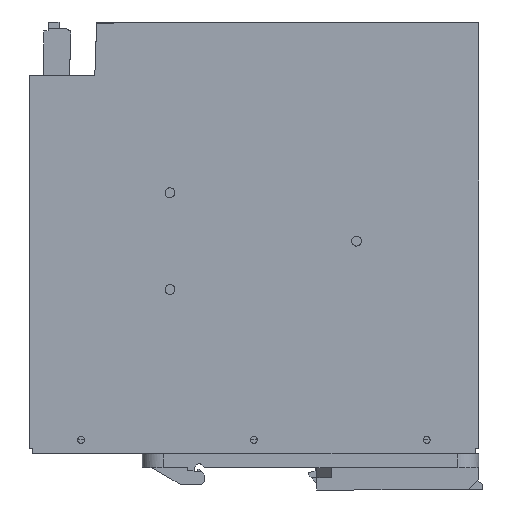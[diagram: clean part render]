
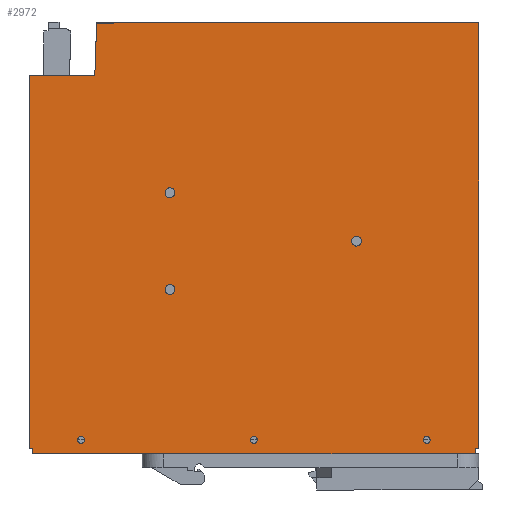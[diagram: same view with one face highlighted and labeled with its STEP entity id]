
A CAD part, left-side view. The second image highlights one B-rep face of the part: STEP entity #2972.
In plain terms, the highlighted planar face has unit normal (-1, 0, 0).
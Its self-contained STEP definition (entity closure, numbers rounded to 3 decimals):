
#2780=AXIS2_PLACEMENT_3D('Plane Axis2P3D',#2777,#2778,#2779) ;
#2866=AXIS2_PLACEMENT_3D('Circle Axis2P3D',#2864,#2865,$) ;
#2875=AXIS2_PLACEMENT_3D('Circle Axis2P3D',#2873,#2874,$) ;
#2884=AXIS2_PLACEMENT_3D('Circle Axis2P3D',#2882,#2883,$) ;
#2893=AXIS2_PLACEMENT_3D('Circle Axis2P3D',#2891,#2892,$) ;
#2902=AXIS2_PLACEMENT_3D('Circle Axis2P3D',#2900,#2901,$) ;
#2911=AXIS2_PLACEMENT_3D('Circle Axis2P3D',#2909,#2910,$) ;
#2920=AXIS2_PLACEMENT_3D('Circle Axis2P3D',#2918,#2919,$) ;
#2929=AXIS2_PLACEMENT_3D('Circle Axis2P3D',#2927,#2928,$) ;
#2938=AXIS2_PLACEMENT_3D('Circle Axis2P3D',#2936,#2937,$) ;
#2947=AXIS2_PLACEMENT_3D('Circle Axis2P3D',#2945,#2946,$) ;
#2956=AXIS2_PLACEMENT_3D('Circle Axis2P3D',#2954,#2955,$) ;
#2965=AXIS2_PLACEMENT_3D('Circle Axis2P3D',#2963,#2964,$) ;
#225=CARTESIAN_POINT('Vertex',(0.,131.2,120.)) ;
#228=CARTESIAN_POINT('Line Origine',(0.,121.715,120.)) ;
#232=CARTESIAN_POINT('Vertex',(0.,112.231,120.)) ;
#941=CARTESIAN_POINT('Vertex',(0.,131.2,12.)) ;
#944=CARTESIAN_POINT('Line Origine',(0.,131.2,66.)) ;
#2777=CARTESIAN_POINT('Axis2P3D Location',(0.,131.2,135.2)) ;
#2782=CARTESIAN_POINT('Line Origine',(0.,56.45,135.2)) ;
#2786=CARTESIAN_POINT('Vertex',(0.,111.7,135.2)) ;
#2788=CARTESIAN_POINT('Vertex',(0.,1.2,135.2)) ;
#2791=CARTESIAN_POINT('Line Origine',(0.,111.7,135.15)) ;
#2795=CARTESIAN_POINT('Vertex',(0.,111.7,135.1)) ;
#2798=CARTESIAN_POINT('Line Origine',(0.,111.702,135.1)) ;
#2802=CARTESIAN_POINT('Vertex',(0.,111.703,135.1)) ;
#2805=CARTESIAN_POINT('Line Origine',(0.,111.967,127.55)) ;
#2810=CARTESIAN_POINT('Line Origine',(0.,130.7,12.)) ;
#2814=CARTESIAN_POINT('Vertex',(0.,130.2,12.)) ;
#2817=CARTESIAN_POINT('Line Origine',(0.,130.2,11.25)) ;
#2821=CARTESIAN_POINT('Vertex',(0.,130.2,10.5)) ;
#2824=CARTESIAN_POINT('Line Origine',(0.,66.2,10.5)) ;
#2828=CARTESIAN_POINT('Vertex',(0.,2.2,10.5)) ;
#2831=CARTESIAN_POINT('Line Origine',(0.,2.2,11.25)) ;
#2835=CARTESIAN_POINT('Vertex',(0.,2.2,12.)) ;
#2838=CARTESIAN_POINT('Line Origine',(0.,1.7,12.)) ;
#2842=CARTESIAN_POINT('Vertex',(0.,1.2,12.)) ;
#2845=CARTESIAN_POINT('Line Origine',(0.,1.2,73.6)) ;
#2864=CARTESIAN_POINT('Axis2P3D Location',(0.,90.5,58.)) ;
#2868=CARTESIAN_POINT('Vertex',(0.,89.249,57.317)) ;
#2870=CARTESIAN_POINT('Vertex',(0.,91.751,58.683)) ;
#2873=CARTESIAN_POINT('Axis2P3D Location',(0.,90.5,58.)) ;
#2882=CARTESIAN_POINT('Axis2P3D Location',(0.,116.2,14.5)) ;
#2886=CARTESIAN_POINT('Vertex',(0.,115.317,14.017)) ;
#2888=CARTESIAN_POINT('Vertex',(0.,117.083,14.983)) ;
#2891=CARTESIAN_POINT('Axis2P3D Location',(0.,116.2,14.5)) ;
#2900=CARTESIAN_POINT('Axis2P3D Location',(0.,66.2,14.5)) ;
#2904=CARTESIAN_POINT('Vertex',(0.,67.083,14.983)) ;
#2906=CARTESIAN_POINT('Vertex',(0.,65.317,14.017)) ;
#2909=CARTESIAN_POINT('Axis2P3D Location',(0.,66.2,14.5)) ;
#2918=CARTESIAN_POINT('Axis2P3D Location',(0.,16.2,14.5)) ;
#2922=CARTESIAN_POINT('Vertex',(0.,17.083,14.983)) ;
#2924=CARTESIAN_POINT('Vertex',(0.,15.317,14.017)) ;
#2927=CARTESIAN_POINT('Axis2P3D Location',(0.,16.2,14.5)) ;
#2936=CARTESIAN_POINT('Axis2P3D Location',(0.,36.5,72.)) ;
#2940=CARTESIAN_POINT('Vertex',(0.,37.751,72.683)) ;
#2942=CARTESIAN_POINT('Vertex',(0.,35.249,71.317)) ;
#2945=CARTESIAN_POINT('Axis2P3D Location',(0.,36.5,72.)) ;
#2954=CARTESIAN_POINT('Axis2P3D Location',(0.,90.5,86.)) ;
#2958=CARTESIAN_POINT('Vertex',(0.,91.751,86.683)) ;
#2960=CARTESIAN_POINT('Vertex',(0.,89.249,85.317)) ;
#2963=CARTESIAN_POINT('Axis2P3D Location',(0.,90.5,86.)) ;
#229=DIRECTION('Vector Direction',(0.,-1.,0.)) ;
#945=DIRECTION('Vector Direction',(0.,0.,1.)) ;
#2778=DIRECTION('Axis2P3D Direction',(-1.,0.,0.)) ;
#2779=DIRECTION('Axis2P3D XDirection',(0.,-1.,0.)) ;
#2783=DIRECTION('Vector Direction',(0.,-1.,0.)) ;
#2792=DIRECTION('Vector Direction',(0.,0.,-1.)) ;
#2799=DIRECTION('Vector Direction',(0.,-1.,0.)) ;
#2806=DIRECTION('Vector Direction',(0.,0.035,-0.999)) ;
#2811=DIRECTION('Vector Direction',(0.,-1.,0.)) ;
#2818=DIRECTION('Vector Direction',(0.,0.,1.)) ;
#2825=DIRECTION('Vector Direction',(0.,-1.,0.)) ;
#2832=DIRECTION('Vector Direction',(0.,0.,1.)) ;
#2839=DIRECTION('Vector Direction',(0.,1.,0.)) ;
#2846=DIRECTION('Vector Direction',(0.,0.,1.)) ;
#2865=DIRECTION('Axis2P3D Direction',(-1.,0.,0.)) ;
#2874=DIRECTION('Axis2P3D Direction',(-1.,0.,0.)) ;
#2883=DIRECTION('Axis2P3D Direction',(-1.,0.,0.)) ;
#2892=DIRECTION('Axis2P3D Direction',(-1.,0.,0.)) ;
#2901=DIRECTION('Axis2P3D Direction',(-1.,0.,0.)) ;
#2910=DIRECTION('Axis2P3D Direction',(-1.,0.,0.)) ;
#2919=DIRECTION('Axis2P3D Direction',(-1.,0.,0.)) ;
#2928=DIRECTION('Axis2P3D Direction',(-1.,0.,0.)) ;
#2937=DIRECTION('Axis2P3D Direction',(-1.,0.,0.)) ;
#2946=DIRECTION('Axis2P3D Direction',(-1.,0.,0.)) ;
#2955=DIRECTION('Axis2P3D Direction',(-1.,0.,0.)) ;
#2964=DIRECTION('Axis2P3D Direction',(-1.,0.,0.)) ;
#230=VECTOR('Line Direction',#229,1.) ;
#946=VECTOR('Line Direction',#945,1.) ;
#2784=VECTOR('Line Direction',#2783,1.) ;
#2793=VECTOR('Line Direction',#2792,1.) ;
#2800=VECTOR('Line Direction',#2799,1.) ;
#2807=VECTOR('Line Direction',#2806,1.) ;
#2812=VECTOR('Line Direction',#2811,1.) ;
#2819=VECTOR('Line Direction',#2818,1.) ;
#2826=VECTOR('Line Direction',#2825,1.) ;
#2833=VECTOR('Line Direction',#2832,1.) ;
#2840=VECTOR('Line Direction',#2839,1.) ;
#2847=VECTOR('Line Direction',#2846,1.) ;
#2851=ORIENTED_EDGE('',*,*,#2790,.F.) ;
#2852=ORIENTED_EDGE('',*,*,#2797,.T.) ;
#2853=ORIENTED_EDGE('',*,*,#2804,.F.) ;
#2854=ORIENTED_EDGE('',*,*,#2809,.F.) ;
#2855=ORIENTED_EDGE('',*,*,#234,.F.) ;
#2856=ORIENTED_EDGE('',*,*,#948,.F.) ;
#2857=ORIENTED_EDGE('',*,*,#2816,.T.) ;
#2858=ORIENTED_EDGE('',*,*,#2823,.F.) ;
#2859=ORIENTED_EDGE('',*,*,#2830,.F.) ;
#2860=ORIENTED_EDGE('',*,*,#2837,.T.) ;
#2861=ORIENTED_EDGE('',*,*,#2844,.F.) ;
#2862=ORIENTED_EDGE('',*,*,#2849,.F.) ;
#2879=ORIENTED_EDGE('',*,*,#2872,.F.) ;
#2880=ORIENTED_EDGE('',*,*,#2877,.F.) ;
#2897=ORIENTED_EDGE('',*,*,#2890,.F.) ;
#2898=ORIENTED_EDGE('',*,*,#2895,.F.) ;
#2915=ORIENTED_EDGE('',*,*,#2908,.F.) ;
#2916=ORIENTED_EDGE('',*,*,#2913,.F.) ;
#2933=ORIENTED_EDGE('',*,*,#2926,.F.) ;
#2934=ORIENTED_EDGE('',*,*,#2931,.F.) ;
#2951=ORIENTED_EDGE('',*,*,#2944,.F.) ;
#2952=ORIENTED_EDGE('',*,*,#2949,.F.) ;
#2969=ORIENTED_EDGE('',*,*,#2962,.F.) ;
#2970=ORIENTED_EDGE('',*,*,#2967,.F.) ;
#2881=FACE_BOUND('',#2878,.T.) ;
#2899=FACE_BOUND('',#2896,.T.) ;
#2917=FACE_BOUND('',#2914,.T.) ;
#2935=FACE_BOUND('',#2932,.T.) ;
#2953=FACE_BOUND('',#2950,.T.) ;
#2971=FACE_BOUND('',#2968,.T.) ;
#2972=ADVANCED_FACE('STROMVERSORGUNG',(#2863,#2881,#2899,#2917,#2935,#2953,#2971),#2781,.T.) ;
#2867=CIRCLE('generated circle',#2866,1.425) ;
#2876=CIRCLE('generated circle',#2875,1.425) ;
#2885=CIRCLE('generated circle',#2884,1.007) ;
#2894=CIRCLE('generated circle',#2893,1.007) ;
#2903=CIRCLE('generated circle',#2902,1.007) ;
#2912=CIRCLE('generated circle',#2911,1.007) ;
#2921=CIRCLE('generated circle',#2920,1.007) ;
#2930=CIRCLE('generated circle',#2929,1.007) ;
#2939=CIRCLE('generated circle',#2938,1.425) ;
#2948=CIRCLE('generated circle',#2947,1.425) ;
#2957=CIRCLE('generated circle',#2956,1.425) ;
#2966=CIRCLE('generated circle',#2965,1.425) ;
#234=EDGE_CURVE('',#226,#233,#231,.T.) ;
#948=EDGE_CURVE('',#942,#226,#947,.T.) ;
#2790=EDGE_CURVE('',#2787,#2789,#2785,.T.) ;
#2797=EDGE_CURVE('',#2787,#2796,#2794,.T.) ;
#2804=EDGE_CURVE('',#2803,#2796,#2801,.T.) ;
#2809=EDGE_CURVE('',#233,#2803,#2808,.F.) ;
#2816=EDGE_CURVE('',#942,#2815,#2813,.T.) ;
#2823=EDGE_CURVE('',#2822,#2815,#2820,.T.) ;
#2830=EDGE_CURVE('',#2829,#2822,#2827,.F.) ;
#2837=EDGE_CURVE('',#2829,#2836,#2834,.T.) ;
#2844=EDGE_CURVE('',#2843,#2836,#2841,.T.) ;
#2849=EDGE_CURVE('',#2789,#2843,#2848,.F.) ;
#2872=EDGE_CURVE('',#2869,#2871,#2867,.T.) ;
#2877=EDGE_CURVE('',#2871,#2869,#2876,.T.) ;
#2890=EDGE_CURVE('',#2887,#2889,#2885,.T.) ;
#2895=EDGE_CURVE('',#2889,#2887,#2894,.T.) ;
#2908=EDGE_CURVE('',#2905,#2907,#2903,.T.) ;
#2913=EDGE_CURVE('',#2907,#2905,#2912,.T.) ;
#2926=EDGE_CURVE('',#2923,#2925,#2921,.T.) ;
#2931=EDGE_CURVE('',#2925,#2923,#2930,.T.) ;
#2944=EDGE_CURVE('',#2941,#2943,#2939,.T.) ;
#2949=EDGE_CURVE('',#2943,#2941,#2948,.T.) ;
#2962=EDGE_CURVE('',#2959,#2961,#2957,.T.) ;
#2967=EDGE_CURVE('',#2961,#2959,#2966,.T.) ;
#2850=EDGE_LOOP('',(#2851,#2852,#2853,#2854,#2855,#2856,#2857,#2858,#2859,#2860,#2861,#2862)) ;
#2878=EDGE_LOOP('',(#2879,#2880)) ;
#2896=EDGE_LOOP('',(#2897,#2898)) ;
#2914=EDGE_LOOP('',(#2915,#2916)) ;
#2932=EDGE_LOOP('',(#2933,#2934)) ;
#2950=EDGE_LOOP('',(#2951,#2952)) ;
#2968=EDGE_LOOP('',(#2969,#2970)) ;
#2863=FACE_OUTER_BOUND('',#2850,.T.) ;
#231=LINE('Line',#228,#230) ;
#947=LINE('Line',#944,#946) ;
#2785=LINE('Line',#2782,#2784) ;
#2794=LINE('Line',#2791,#2793) ;
#2801=LINE('Line',#2798,#2800) ;
#2808=LINE('Line',#2805,#2807) ;
#2813=LINE('Line',#2810,#2812) ;
#2820=LINE('Line',#2817,#2819) ;
#2827=LINE('Line',#2824,#2826) ;
#2834=LINE('Line',#2831,#2833) ;
#2841=LINE('Line',#2838,#2840) ;
#2848=LINE('Line',#2845,#2847) ;
#2781=PLANE('',#2780) ;
#226=VERTEX_POINT('',#225) ;
#233=VERTEX_POINT('',#232) ;
#942=VERTEX_POINT('',#941) ;
#2787=VERTEX_POINT('',#2786) ;
#2789=VERTEX_POINT('',#2788) ;
#2796=VERTEX_POINT('',#2795) ;
#2803=VERTEX_POINT('',#2802) ;
#2815=VERTEX_POINT('',#2814) ;
#2822=VERTEX_POINT('',#2821) ;
#2829=VERTEX_POINT('',#2828) ;
#2836=VERTEX_POINT('',#2835) ;
#2843=VERTEX_POINT('',#2842) ;
#2869=VERTEX_POINT('',#2868) ;
#2871=VERTEX_POINT('',#2870) ;
#2887=VERTEX_POINT('',#2886) ;
#2889=VERTEX_POINT('',#2888) ;
#2905=VERTEX_POINT('',#2904) ;
#2907=VERTEX_POINT('',#2906) ;
#2923=VERTEX_POINT('',#2922) ;
#2925=VERTEX_POINT('',#2924) ;
#2941=VERTEX_POINT('',#2940) ;
#2943=VERTEX_POINT('',#2942) ;
#2959=VERTEX_POINT('',#2958) ;
#2961=VERTEX_POINT('',#2960) ;
